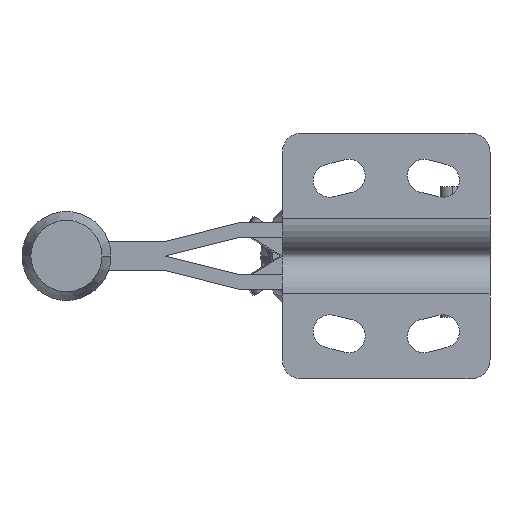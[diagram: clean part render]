
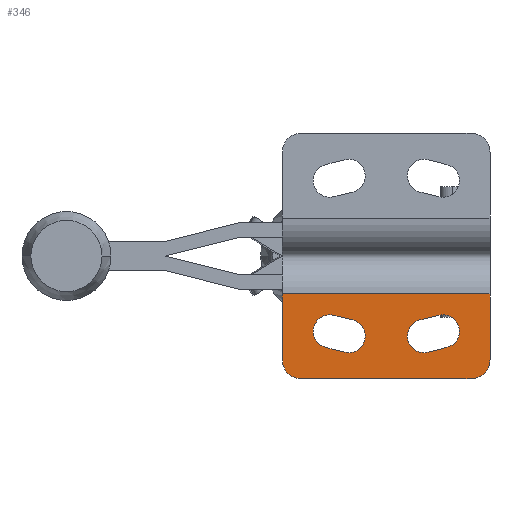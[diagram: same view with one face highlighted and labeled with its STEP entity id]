
A CAD part, front view. The second image highlights one B-rep face of the part: STEP entity #346.
In plain terms, the highlighted planar face has unit normal (0, -1, 0).
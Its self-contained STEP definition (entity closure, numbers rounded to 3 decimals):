
#346 = ADVANCED_FACE( '', ( #678, #679, #680 ), #681, .T. );
#678 = FACE_BOUND( '', #1329, .T. );
#679 = FACE_BOUND( '', #1330, .T. );
#680 = FACE_OUTER_BOUND( '', #1331, .T. );
#681 = PLANE( '', #1332 );
#1329 = EDGE_LOOP( '', ( #2152, #2153, #2154, #2155 ) );
#1330 = EDGE_LOOP( '', ( #2156, #2157, #2158, #2159 ) );
#1331 = EDGE_LOOP( '', ( #2160, #2161, #2162, #2163, #2164, #2165 ) );
#1332 = AXIS2_PLACEMENT_3D( '', #2166, #2167, #2168 );
#2152 = ORIENTED_EDGE( '', *, *, #4372, .T. );
#2153 = ORIENTED_EDGE( '', *, *, #4381, .T. );
#2154 = ORIENTED_EDGE( '', *, *, #4378, .T. );
#2155 = ORIENTED_EDGE( '', *, *, #4375, .T. );
#2156 = ORIENTED_EDGE( '', *, *, #4384, .T. );
#2157 = ORIENTED_EDGE( '', *, *, #4393, .T. );
#2158 = ORIENTED_EDGE( '', *, *, #4390, .T. );
#2159 = ORIENTED_EDGE( '', *, *, #4387, .T. );
#2160 = ORIENTED_EDGE( '', *, *, #4408, .T. );
#2161 = ORIENTED_EDGE( '', *, *, #4425, .T. );
#2162 = ORIENTED_EDGE( '', *, *, #4404, .T. );
#2163 = ORIENTED_EDGE( '', *, *, #4426, .F. );
#2164 = ORIENTED_EDGE( '', *, *, #4427, .T. );
#2165 = ORIENTED_EDGE( '', *, *, #4421, .T. );
#2166 = CARTESIAN_POINT( '', ( 0., 0., 20.7 ) );
#2167 = DIRECTION( '', ( 0., -1., 0. ) );
#2168 = DIRECTION( '', ( -1., 0., 0. ) );
#4372 = EDGE_CURVE( '', #5175, #5173, #5176, .T. );
#4375 = EDGE_CURVE( '', #5180, #5175, #5181, .T. );
#4378 = EDGE_CURVE( '', #5185, #5180, #5186, .T. );
#4381 = EDGE_CURVE( '', #5173, #5185, #5189, .T. );
#4384 = EDGE_CURVE( '', #5195, #5193, #5196, .T. );
#4387 = EDGE_CURVE( '', #5200, #5195, #5201, .T. );
#4390 = EDGE_CURVE( '', #5205, #5200, #5206, .T. );
#4393 = EDGE_CURVE( '', #5193, #5205, #5209, .T. );
#4404 = EDGE_CURVE( '', #5231, #5229, #5232, .T. );
#4408 = EDGE_CURVE( '', #5239, #5237, #5240, .T. );
#4421 = EDGE_CURVE( '', #5260, #5239, #5261, .T. );
#4425 = EDGE_CURVE( '', #5237, #5231, #5267, .T. );
#4426 = EDGE_CURVE( '', #5268, #5229, #5269, .T. );
#4427 = EDGE_CURVE( '', #5268, #5260, #5270, .T. );
#5173 = VERTEX_POINT( '', #6449 );
#5175 = VERTEX_POINT( '', #6452 );
#5176 = LINE( '', #6453, #6454 );
#5180 = VERTEX_POINT( '', #6459 );
#5181 = CIRCLE( '', #6460, 2.8 );
#5185 = VERTEX_POINT( '', #6466 );
#5186 = LINE( '', #6467, #6468 );
#5189 = CIRCLE( '', #6472, 2.8 );
#5193 = VERTEX_POINT( '', #6477 );
#5195 = VERTEX_POINT( '', #6480 );
#5196 = LINE( '', #6481, #6482 );
#5200 = VERTEX_POINT( '', #6487 );
#5201 = CIRCLE( '', #6488, 2.8 );
#5205 = VERTEX_POINT( '', #6494 );
#5206 = LINE( '', #6495, #6496 );
#5209 = CIRCLE( '', #6500, 2.8 );
#5229 = VERTEX_POINT( '', #6524 );
#5231 = VERTEX_POINT( '', #6527 );
#5232 = CIRCLE( '', #6528, 3.2 );
#5237 = VERTEX_POINT( '', #6534 );
#5239 = VERTEX_POINT( '', #6537 );
#5240 = CIRCLE( '', #6538, 3.2 );
#5260 = VERTEX_POINT( '', #6568 );
#5261 = LINE( '', #6569, #6570 );
#5267 = LINE( '', #6577, #6578 );
#5268 = VERTEX_POINT( '', #6579 );
#5269 = LINE( '', #6580, #6581 );
#5270 = LINE( '', #6582, #6583 );
#6449 = CARTESIAN_POINT( '', ( 24.559, 0., -16.215 ) );
#6452 = CARTESIAN_POINT( '', ( 27.734, 0., -15.415 ) );
#6453 = CARTESIAN_POINT( '', ( 17.386, 0., -18.023 ) );
#6454 = VECTOR( '', #8445, 1. );
#6459 = CARTESIAN_POINT( '', ( 26.366, 0., -9.985 ) );
#6460 = AXIS2_PLACEMENT_3D( '', #8450, #8451, #8452 );
#6466 = CARTESIAN_POINT( '', ( 23.191, 0., -10.785 ) );
#6467 = CARTESIAN_POINT( '', ( 17.605, 0., -12.192 ) );
#6468 = VECTOR( '', #8455, 1. );
#6472 = AXIS2_PLACEMENT_3D( '', #8460, #8461, #8462 );
#6477 = CARTESIAN_POINT( '', ( 7.316, 0., -15.415 ) );
#6480 = CARTESIAN_POINT( '', ( 10.491, 0., -16.215 ) );
#6481 = CARTESIAN_POINT( '', ( -0.402, 0., -13.47 ) );
#6482 = VECTOR( '', #8465, 1. );
#6487 = CARTESIAN_POINT( '', ( 11.859, 0., -10.785 ) );
#6488 = AXIS2_PLACEMENT_3D( '', #8470, #8471, #8472 );
#6494 = CARTESIAN_POINT( '', ( 8.684, 0., -9.985 ) );
#6495 = CARTESIAN_POINT( '', ( 2.554, 0., -8.44 ) );
#6496 = VECTOR( '', #8475, 1. );
#6500 = AXIS2_PLACEMENT_3D( '', #8480, #8481, #8482 );
#6524 = CARTESIAN_POINT( '', ( 35., 0., -17.5 ) );
#6527 = CARTESIAN_POINT( '', ( 31.8, 0., -20.7 ) );
#6528 = AXIS2_PLACEMENT_3D( '', #8503, #8504, #8505 );
#6534 = CARTESIAN_POINT( '', ( 3.2, 0., -20.7 ) );
#6537 = CARTESIAN_POINT( '', ( 0., 0., -17.5 ) );
#6538 = AXIS2_PLACEMENT_3D( '', #8511, #8512, #8513 );
#6568 = CARTESIAN_POINT( '', ( 0., 0., -6.4 ) );
#6569 = CARTESIAN_POINT( '', ( 0., 0., 20.7 ) );
#6570 = VECTOR( '', #8530, 1. );
#6577 = CARTESIAN_POINT( '', ( 0., 0., -20.7 ) );
#6578 = VECTOR( '', #8538, 1. );
#6579 = CARTESIAN_POINT( '', ( 35., 0., -6.4 ) );
#6580 = CARTESIAN_POINT( '', ( 35., 0., 20.7 ) );
#6581 = VECTOR( '', #8539, 1. );
#6582 = CARTESIAN_POINT( '', ( 17.5, 0., -6.4 ) );
#6583 = VECTOR( '', #8540, 1. );
#8445 = DIRECTION( '', ( -0.97, 0., -0.244 ) );
#8450 = CARTESIAN_POINT( '', ( 27.05, 0., -12.7 ) );
#8451 = DIRECTION( '', ( 0., 1., 0. ) );
#8452 = DIRECTION( '', ( -0.244, 0., 0.97 ) );
#8455 = DIRECTION( '', ( 0.97, 0., 0.244 ) );
#8460 = CARTESIAN_POINT( '', ( 23.875, 0., -13.5 ) );
#8461 = DIRECTION( '', ( 0., 1., 0. ) );
#8462 = DIRECTION( '', ( 0.244, 0., -0.97 ) );
#8465 = DIRECTION( '', ( -0.97, 0., 0.244 ) );
#8470 = CARTESIAN_POINT( '', ( 11.175, 0., -13.5 ) );
#8471 = DIRECTION( '', ( 0., 1., 0. ) );
#8472 = DIRECTION( '', ( 0.244, 0., 0.97 ) );
#8475 = DIRECTION( '', ( 0.97, 0., -0.244 ) );
#8480 = CARTESIAN_POINT( '', ( 8., 0., -12.7 ) );
#8481 = DIRECTION( '', ( 0., 1., 0. ) );
#8482 = DIRECTION( '', ( -0.244, 0., -0.97 ) );
#8503 = CARTESIAN_POINT( '', ( 31.8, 0., -17.5 ) );
#8504 = DIRECTION( '', ( 0., -1., 0. ) );
#8505 = DIRECTION( '', ( 1., 0., 0. ) );
#8511 = CARTESIAN_POINT( '', ( 3.2, 0., -17.5 ) );
#8512 = DIRECTION( '', ( 0., -1., 0. ) );
#8513 = DIRECTION( '', ( 0., 0., -1. ) );
#8530 = DIRECTION( '', ( 0., 0., -1. ) );
#8538 = DIRECTION( '', ( 1., 0., 0. ) );
#8539 = DIRECTION( '', ( 0., 0., -1. ) );
#8540 = DIRECTION( '', ( -1., 0., 0. ) );
